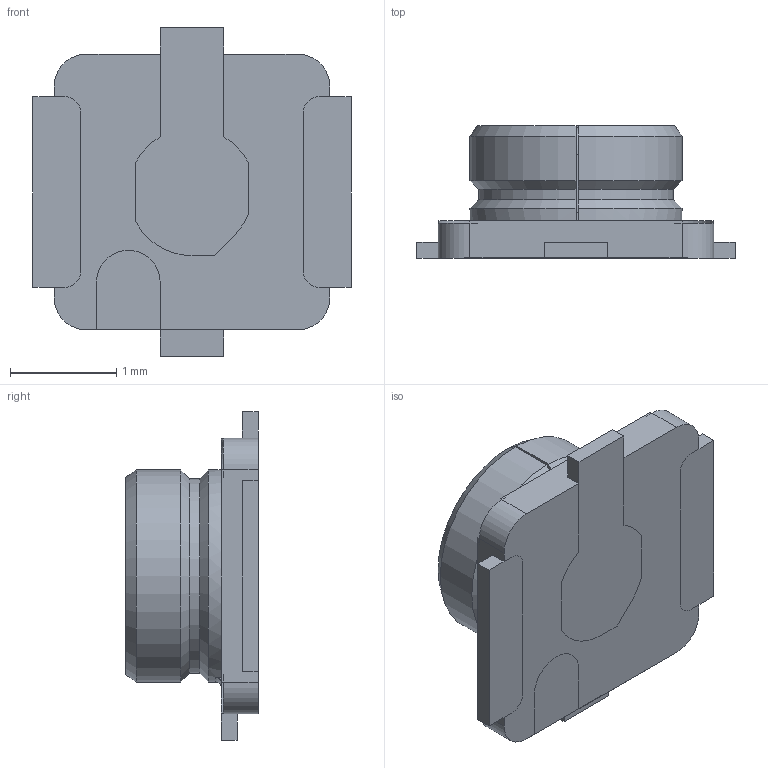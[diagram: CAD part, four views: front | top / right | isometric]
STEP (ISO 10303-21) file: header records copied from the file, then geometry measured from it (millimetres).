
FILE_DESCRIPTION (( 'STEP AP203' ), '1' );
FILE_NAME ('20279-001E-01C RECEPTACLE R9 STEP ALL.STEP', '2018-07-09T05:22:03', ( '' ), ( '' ), 'SwSTEP 2.0', 'SolidWorks 2017', '' );
FILE_SCHEMA (( 'CONFIG_CONTROL_DESIGN' ));
Length unit declared in the file: millimetre
Products named in the file (1): 20279-001E-01C RECEPTACLE R9 STEP ALL
Bounding box: 3 x 1.25 x 3.1 mm (x, y, z)
Surface area: 34.9 mm2 (no closed solid volume)
Topology: 0 solids, 2 shells, 70 faces, 221 edges, 154 vertices
Faces by surface type: plane 38, cylinder 23, cone 5, torus 2, sphere 2
Entity records: 2542 total; most frequent: CARTESIAN_POINT 482, DIRECTION 426, ORIENTED_EDGE 399, EDGE_CURVE 217, VERTEX_POINT 152, AXIS2_PLACEMENT_3D 143, VECTOR 140, LINE 140
